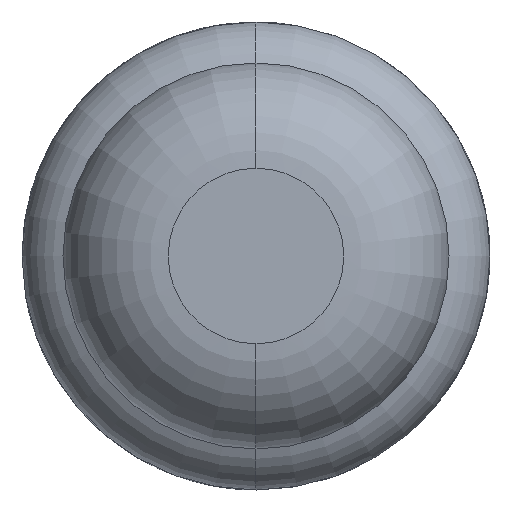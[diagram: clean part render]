
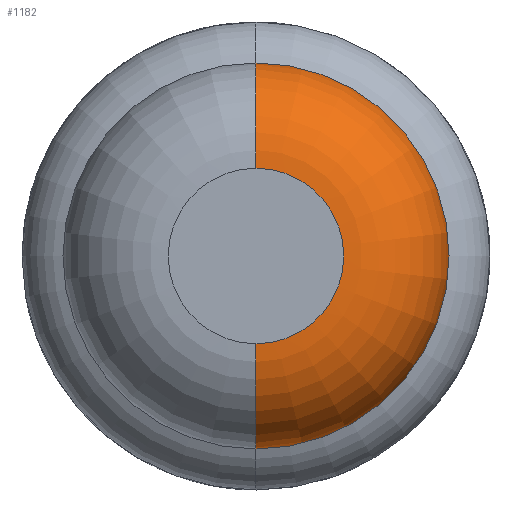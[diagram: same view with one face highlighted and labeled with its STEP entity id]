
A CAD part, front view. The second image highlights one B-rep face of the part: STEP entity #1182.
In plain terms, the highlighted toroidal (fillet/blend) face has major radius 0.375 mm and minor radius 0.45 mm.
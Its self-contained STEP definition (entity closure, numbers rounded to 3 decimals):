
#4 = EDGE_CURVE ( 'NONE', #1765, #4241, #4343, .T. ) ;
#45 = CARTESIAN_POINT ( 'NONE',  ( 0., -23.55, 0.825 ) ) ;
#84 = CIRCLE ( 'NONE', #3518, 0.45 ) ;
#158 = DIRECTION ( 'NONE',  ( 0., 1., 0. ) ) ;
#176 = DIRECTION ( 'NONE',  ( 0., 0., 1. ) ) ;
#439 = DIRECTION ( 'NONE',  ( 0., 1., 0. ) ) ;
#455 = CARTESIAN_POINT ( 'NONE',  ( 0., -23.55, 0. ) ) ;
#529 = TOROIDAL_SURFACE ( 'NONE', #3893, 0.375, 0.45 ) ;
#560 = DIRECTION ( 'NONE',  ( -1., 0., 0. ) ) ;
#776 = ORIENTED_EDGE ( 'NONE', *, *, #2494, .F. ) ;
#872 = CARTESIAN_POINT ( 'NONE',  ( 0., -24., 0.375 ) ) ;
#890 = CARTESIAN_POINT ( 'NONE',  ( 0., -23.55, 0.375 ) ) ;
#928 = CIRCLE ( 'NONE', #2280, 0.825 ) ;
#1116 = CARTESIAN_POINT ( 'NONE',  ( 0., -24., 0. ) ) ;
#1170 = ORIENTED_EDGE ( 'NONE', *, *, #4, .T. ) ;
#1182 = ADVANCED_FACE ( 'Defeature ausgef�hrt1_2', ( #2617 ), #529, .T. ) ;
#1250 = ORIENTED_EDGE ( 'NONE', *, *, #2572, .T. ) ;
#1291 = CIRCLE ( 'NONE', #1467, 0.375 ) ;
#1467 = AXIS2_PLACEMENT_3D ( 'NONE', #1116, #158, #3506 ) ;
#1652 = VERTEX_POINT ( 'NONE', #45 ) ;
#1707 = VERTEX_POINT ( 'NONE', #872 ) ;
#1765 = VERTEX_POINT ( 'NONE', #3940 ) ;
#1877 = CARTESIAN_POINT ( 'NONE',  ( 0., -23.55, -0.825 ) ) ;
#2070 = CARTESIAN_POINT ( 'NONE',  ( 0., -23.55, 0. ) ) ;
#2167 = EDGE_CURVE ( 'NONE', #1707, #1652, #84, .T. ) ;
#2280 = AXIS2_PLACEMENT_3D ( 'NONE', #2070, #439, #3428 ) ;
#2406 = EDGE_LOOP ( 'NONE', ( #1250, #1170, #776, #2876 ) ) ;
#2494 = EDGE_CURVE ( 'Defeature ausgef�hrt1_3+Defeature ausgef�hrt1_2+Defeature ausgef�hrt1_2+Defeature ausgef�hrt1_2', #1652, #4241, #928, .T. ) ;
#2572 = EDGE_CURVE ( 'Defeature ausgef�hrt1_2+Defeature ausgef�hrt1_1+Defeature ausgef�hrt1_1+Defeature ausgef�hrt1_1', #1707, #1765, #1291, .T. ) ;
#2617 = FACE_OUTER_BOUND ( 'NONE', #2406, .T. ) ;
#2795 = DIRECTION ( 'NONE',  ( 1., 0., 0. ) ) ;
#2876 = ORIENTED_EDGE ( 'NONE', *, *, #2167, .F. ) ;
#3428 = DIRECTION ( 'NONE',  ( 0., 0., 1. ) ) ;
#3506 = DIRECTION ( 'NONE',  ( 0., 0., 1. ) ) ;
#3518 = AXIS2_PLACEMENT_3D ( 'NONE', #890, #560, #176 ) ;
#3519 = DIRECTION ( 'NONE',  ( 0., 0., 1. ) ) ;
#3782 = AXIS2_PLACEMENT_3D ( 'NONE', #3815, #2795, #4229 ) ;
#3813 = DIRECTION ( 'NONE',  ( 0., 1., 0. ) ) ;
#3815 = CARTESIAN_POINT ( 'NONE',  ( 0., -23.55, -0.375 ) ) ;
#3893 = AXIS2_PLACEMENT_3D ( 'NONE', #455, #3813, #3519 ) ;
#3940 = CARTESIAN_POINT ( 'NONE',  ( 0., -24., -0.375 ) ) ;
#4229 = DIRECTION ( 'NONE',  ( 0., 0., -1. ) ) ;
#4241 = VERTEX_POINT ( 'NONE', #1877 ) ;
#4343 = CIRCLE ( 'NONE', #3782, 0.45 ) ;
